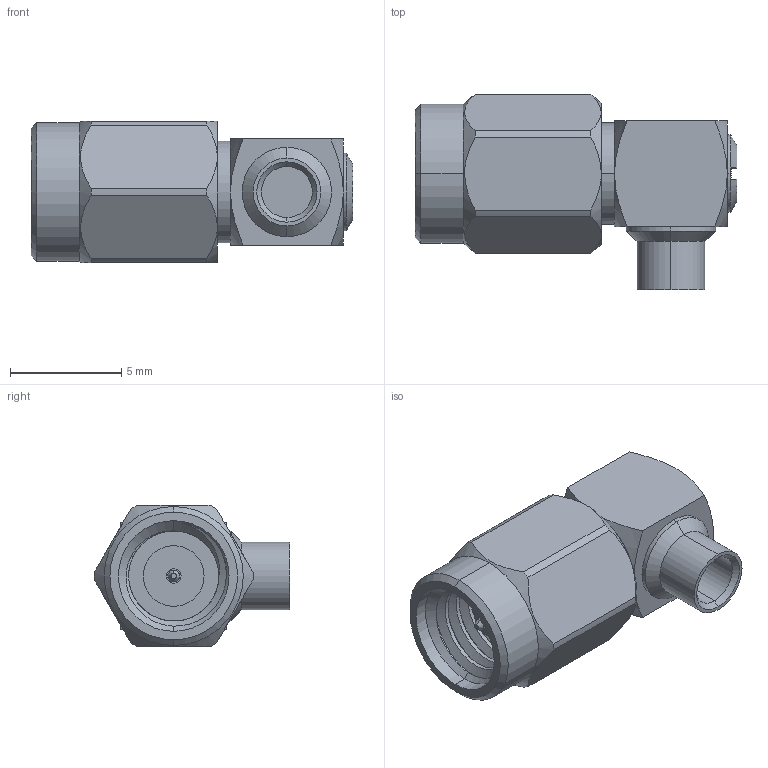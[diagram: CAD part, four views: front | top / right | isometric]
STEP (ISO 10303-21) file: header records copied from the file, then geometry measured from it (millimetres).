
FILE_DESCRIPTION (( 'STEP AP203' ), '1' );
FILE_NAME ('FMCN1855_3D.STEP', '2022-02-16T22:54:09', ( '' ), ( '' ), 'SwSTEP 2.0', 'SolidWorks 2021', '' );
FILE_SCHEMA (( 'CONFIG_CONTROL_DESIGN' ));
Length unit declared in the file: inch
Products named in the file (1): FMCN1855_3D
Bounding box: 14.48 x 8.79 x 6.35 mm (x, y, z)
Volume: 369.6 mm3; surface area: 477 mm2
Topology: 1 solids, 1 shells, 90 faces, 207 edges, 128 vertices
Faces by surface type: cylinder 34, cone 28, plane 25, bspline 3
Entity records: 3504 total; most frequent: CARTESIAN_POINT 1474, ORIENTED_EDGE 414, DIRECTION 397, EDGE_CURVE 207, AXIS2_PLACEMENT_3D 168, VERTEX_POINT 128, EDGE_LOOP 99, FACE_OUTER_BOUND 90
